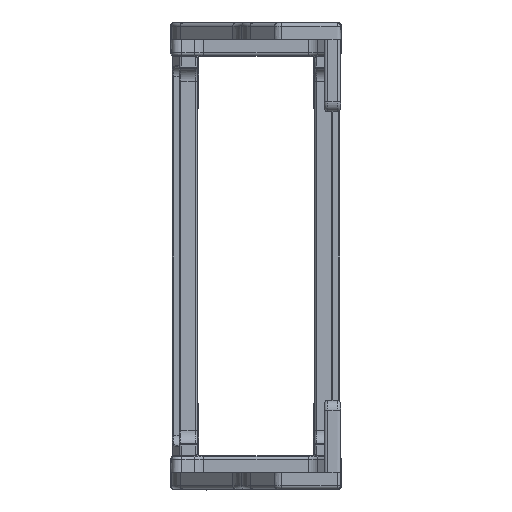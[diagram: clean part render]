
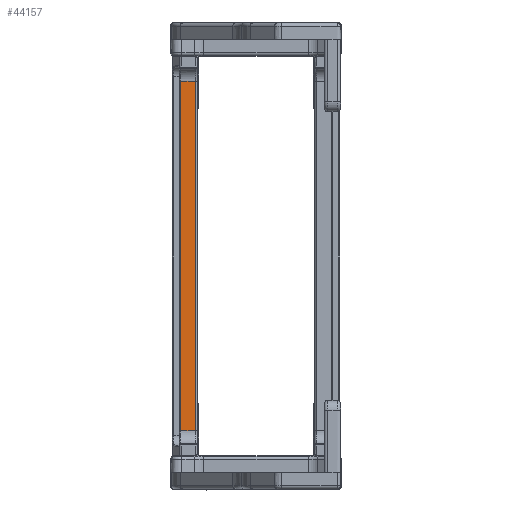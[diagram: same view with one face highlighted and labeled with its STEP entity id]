
A CAD part, left-side view. The second image highlights one B-rep face of the part: STEP entity #44157.
In plain terms, the highlighted planar face has unit normal (-1, 0, 0).
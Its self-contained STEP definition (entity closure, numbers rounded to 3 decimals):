
#5972 = VECTOR ( 'NONE', #98032, 1000. ) ;
#8084 = EDGE_CURVE ( 'NONE', #26399, #34861, #96625, .T. ) ;
#14511 = CARTESIAN_POINT ( 'NONE',  ( -98.303, 118.849, -24.516 ) ) ;
#15151 = CARTESIAN_POINT ( 'NONE',  ( -98.303, 118.849, 81.984 ) ) ;
#17934 = VERTEX_POINT ( 'NONE', #112229 ) ;
#21642 = DIRECTION ( 'NONE',  ( 0., 1., 0. ) ) ;
#26399 = VERTEX_POINT ( 'NONE', #15151 ) ;
#27057 = CARTESIAN_POINT ( 'NONE',  ( -98.303, 118.849, -11.566 ) ) ;
#33809 = FACE_OUTER_BOUND ( 'NONE', #41528, .T. ) ;
#34861 = VERTEX_POINT ( 'NONE', #14511 ) ;
#41528 = EDGE_LOOP ( 'NONE', ( #77798, #71473, #83322, #75088 ) ) ;
#42231 = CARTESIAN_POINT ( 'NONE',  ( -98.303, 114.361, 82.784 ) ) ;
#44157 = ADVANCED_FACE ( 'NONE', ( #33809 ), #80155, .T. ) ;
#45618 = EDGE_CURVE ( 'NONE', #17934, #106344, #68515, .T. ) ;
#52929 = DIRECTION ( 'NONE',  ( 0., 0., 1. ) ) ;
#68515 = LINE ( 'NONE', #42231, #75612 ) ;
#71473 = ORIENTED_EDGE ( 'NONE', *, *, #111805, .F. ) ;
#72444 = VECTOR ( 'NONE', #21642, 1000. ) ;
#75088 = ORIENTED_EDGE ( 'NONE', *, *, #75582, .T. ) ;
#75582 = EDGE_CURVE ( 'NONE', #106344, #26399, #106106, .T. ) ;
#75612 = VECTOR ( 'NONE', #89032, 1000. ) ;
#77798 = ORIENTED_EDGE ( 'NONE', *, *, #8084, .T. ) ;
#80155 = PLANE ( 'NONE',  #98391 ) ;
#83322 = ORIENTED_EDGE ( 'NONE', *, *, #45618, .T. ) ;
#89032 = DIRECTION ( 'NONE',  ( 0., 0., 1. ) ) ;
#91019 = DIRECTION ( 'NONE',  ( 0., 0., -1. ) ) ;
#96625 = LINE ( 'NONE', #27057, #110996 ) ;
#98032 = DIRECTION ( 'NONE',  ( 0., 1., 0. ) ) ;
#98391 = AXIS2_PLACEMENT_3D ( 'NONE', #98588, #107829, #52929 ) ;
#98588 = CARTESIAN_POINT ( 'NONE',  ( -98.303, 19.399, -11.566 ) ) ;
#104978 = CARTESIAN_POINT ( 'NONE',  ( -98.303, 114.361, 81.984 ) ) ;
#106106 = LINE ( 'NONE', #107259, #5972 ) ;
#106344 = VERTEX_POINT ( 'NONE', #104978 ) ;
#107259 = CARTESIAN_POINT ( 'NONE',  ( -98.303, 19.399, 81.984 ) ) ;
#107829 = DIRECTION ( 'NONE',  ( -1., 0., 0. ) ) ;
#109657 = CARTESIAN_POINT ( 'NONE',  ( -98.303, 19.399, -24.516 ) ) ;
#110996 = VECTOR ( 'NONE', #91019, 1000. ) ;
#111805 = EDGE_CURVE ( 'NONE', #17934, #34861, #118251, .T. ) ;
#112229 = CARTESIAN_POINT ( 'NONE',  ( -98.303, 114.361, -24.516 ) ) ;
#118251 = LINE ( 'NONE', #109657, #72444 ) ;
